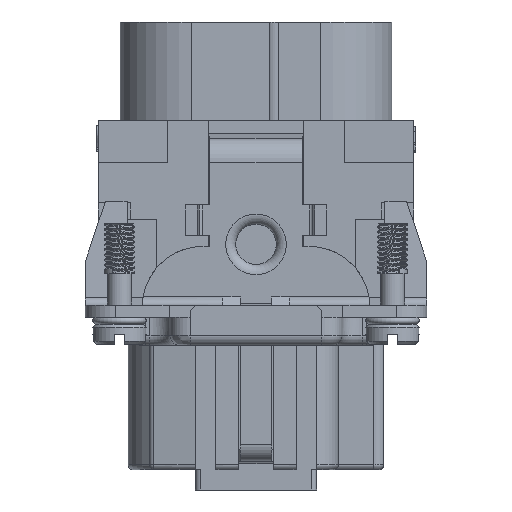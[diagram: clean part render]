
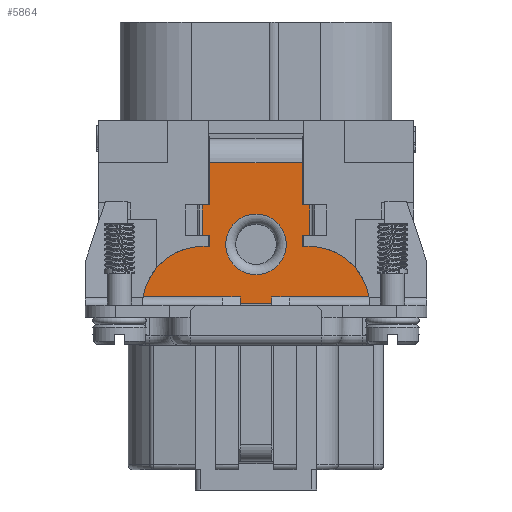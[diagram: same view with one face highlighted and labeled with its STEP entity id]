
A CAD part, left-side view. The second image highlights one B-rep face of the part: STEP entity #5864.
In plain terms, the highlighted planar face has unit normal (-1, 0, 0).
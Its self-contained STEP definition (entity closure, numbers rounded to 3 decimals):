
#3118=PLANE('',#40769);
#5864=ADVANCED_FACE('',(#7866,#7867),#3118,.T.);
#7866=FACE_BOUND('',#9021,.T.);
#7867=FACE_BOUND('',#9022,.T.);
#9021=EDGE_LOOP('',(#16849));
#9022=EDGE_LOOP('',(#16850,#16851,#16852,#16853,#16854,#16855,#16856,#16857,
#16858,#16859,#16860,#16861,#16862,#16863,#16864,#16865,#16866,#16867,#16868,
#16869,#16870,#16871));
#10991=CIRCLE('',#40743,6.);
#11002=CIRCLE('',#40767,3.);
#11003=CIRCLE('',#40768,6.);
#16849=ORIENTED_EDGE('',*,*,#30310,.F.);
#16850=ORIENTED_EDGE('',*,*,#30311,.T.);
#16851=ORIENTED_EDGE('',*,*,#30312,.T.);
#16852=ORIENTED_EDGE('',*,*,#30313,.F.);
#16853=ORIENTED_EDGE('',*,*,#30314,.F.);
#16854=ORIENTED_EDGE('',*,*,#30315,.F.);
#16855=ORIENTED_EDGE('',*,*,#30316,.F.);
#16856=ORIENTED_EDGE('',*,*,#30317,.T.);
#16857=ORIENTED_EDGE('',*,*,#30318,.T.);
#16858=ORIENTED_EDGE('',*,*,#30308,.F.);
#16859=ORIENTED_EDGE('',*,*,#30305,.F.);
#16860=ORIENTED_EDGE('',*,*,#30301,.T.);
#16861=ORIENTED_EDGE('',*,*,#30319,.F.);
#16862=ORIENTED_EDGE('',*,*,#30320,.T.);
#16863=ORIENTED_EDGE('',*,*,#30321,.T.);
#16864=ORIENTED_EDGE('',*,*,#30322,.T.);
#16865=ORIENTED_EDGE('',*,*,#30323,.T.);
#16866=ORIENTED_EDGE('',*,*,#30265,.F.);
#16867=ORIENTED_EDGE('',*,*,#30324,.T.);
#16868=ORIENTED_EDGE('',*,*,#30325,.F.);
#16869=ORIENTED_EDGE('',*,*,#28342,.F.);
#16870=ORIENTED_EDGE('',*,*,#30326,.T.);
#16871=ORIENTED_EDGE('',*,*,#28328,.F.);
#24309=VERTEX_POINT('',#55464);
#24324=VERTEX_POINT('',#55493);
#24338=VERTEX_POINT('',#55522);
#24339=VERTEX_POINT('',#55524);
#25564=VERTEX_POINT('',#67724);
#25565=VERTEX_POINT('',#67726);
#25566=VERTEX_POINT('',#67731);
#25590=VERTEX_POINT('',#67796);
#25591=VERTEX_POINT('',#67797);
#25592=VERTEX_POINT('',#67803);
#25593=VERTEX_POINT('',#67808);
#25594=VERTEX_POINT('',#67813);
#25595=VERTEX_POINT('',#67815);
#25596=VERTEX_POINT('',#67817);
#25597=VERTEX_POINT('',#67819);
#25598=VERTEX_POINT('',#67821);
#25599=VERTEX_POINT('',#67823);
#25600=VERTEX_POINT('',#67825);
#25601=VERTEX_POINT('',#67827);
#25602=VERTEX_POINT('',#67830);
#25603=VERTEX_POINT('',#67832);
#25604=VERTEX_POINT('',#67834);
#25605=VERTEX_POINT('',#67836);
#28328=EDGE_CURVE('',#24324,#24309,#33762,.T.);
#28342=EDGE_CURVE('',#24338,#24339,#33770,.T.);
#30265=EDGE_CURVE('',#25564,#25565,#10991,.T.);
#30301=EDGE_CURVE('',#25590,#25591,#35051,.T.);
#30305=EDGE_CURVE('',#25590,#25592,#35053,.T.);
#30308=EDGE_CURVE('',#25592,#25593,#35054,.T.);
#30310=EDGE_CURVE('',#25594,#25594,#11002,.T.);
#30311=EDGE_CURVE('',#24324,#25595,#35056,.T.);
#30312=EDGE_CURVE('',#25595,#25596,#35057,.T.);
#30313=EDGE_CURVE('',#25597,#25596,#11003,.T.);
#30314=EDGE_CURVE('',#25598,#25597,#35058,.T.);
#30315=EDGE_CURVE('',#25599,#25598,#35059,.T.);
#30316=EDGE_CURVE('',#25600,#25599,#35060,.T.);
#30317=EDGE_CURVE('',#25600,#25601,#35061,.T.);
#30318=EDGE_CURVE('',#25601,#25593,#35062,.T.);
#30319=EDGE_CURVE('',#25602,#25591,#35063,.T.);
#30320=EDGE_CURVE('',#25602,#25603,#35064,.T.);
#30321=EDGE_CURVE('',#25603,#25604,#35065,.T.);
#30322=EDGE_CURVE('',#25604,#25605,#35066,.T.);
#30323=EDGE_CURVE('',#25605,#25565,#35067,.T.);
#30324=EDGE_CURVE('',#25564,#25566,#35068,.T.);
#30325=EDGE_CURVE('',#24339,#25566,#35069,.T.);
#30326=EDGE_CURVE('',#24338,#24309,#35070,.T.);
#33762=LINE('',#55494,#36787);
#33770=LINE('',#55523,#36795);
#35051=LINE('',#67795,#38090);
#35053=LINE('',#67802,#38092);
#35054=LINE('',#67807,#38093);
#35056=LINE('',#67814,#38095);
#35057=LINE('',#67816,#38096);
#35058=LINE('',#67820,#38097);
#35059=LINE('',#67822,#38098);
#35060=LINE('',#67824,#38099);
#35061=LINE('',#67826,#38100);
#35062=LINE('',#67828,#38101);
#35063=LINE('',#67829,#38102);
#35064=LINE('',#67831,#38103);
#35065=LINE('',#67833,#38104);
#35066=LINE('',#67835,#38105);
#35067=LINE('',#67837,#38106);
#35068=LINE('',#67838,#38107);
#35069=LINE('',#67839,#38108);
#35070=LINE('',#67840,#38109);
#36787=VECTOR('',#43856,1.);
#36795=VECTOR('',#43878,1.);
#38090=VECTOR('',#47191,1.);
#38092=VECTOR('',#47199,1.);
#38093=VECTOR('',#47206,1.);
#38095=VECTOR('',#47214,1.);
#38096=VECTOR('',#47215,1.);
#38097=VECTOR('',#47218,1.);
#38098=VECTOR('',#47219,1.);
#38099=VECTOR('',#47220,1.);
#38100=VECTOR('',#47221,1.);
#38101=VECTOR('',#47222,1.);
#38102=VECTOR('',#47223,1.);
#38103=VECTOR('',#47224,1.);
#38104=VECTOR('',#47225,1.);
#38105=VECTOR('',#47226,1.);
#38106=VECTOR('',#47227,1.);
#38107=VECTOR('',#47228,1.);
#38108=VECTOR('',#47229,1.);
#38109=VECTOR('',#47230,1.);
#40743=AXIS2_PLACEMENT_3D('',#67725,#47130,#47131);
#40767=AXIS2_PLACEMENT_3D('',#67812,#47212,#47213);
#40768=AXIS2_PLACEMENT_3D('',#67818,#47216,#47217);
#40769=AXIS2_PLACEMENT_3D('',#67841,#47231,#47232);
#43856=DIRECTION('',(0.,0.,-1.));
#43878=DIRECTION('',(0.,0.,1.));
#47130=DIRECTION('',(1.,0.,0.));
#47131=DIRECTION('',(0.,0.,1.));
#47191=DIRECTION('',(0.,0.,-1.));
#47199=DIRECTION('',(0.,-1.,0.));
#47206=DIRECTION('',(0.,0.,-1.));
#47212=DIRECTION('',(-1.,0.,0.));
#47213=DIRECTION('',(0.,0.,1.));
#47214=DIRECTION('',(0.,-1.,0.));
#47215=DIRECTION('',(0.,-1.,0.));
#47216=DIRECTION('',(1.,0.,0.));
#47217=DIRECTION('',(0.,0.,1.));
#47218=DIRECTION('',(0.,-1.,0.));
#47219=DIRECTION('',(0.,0.,-1.));
#47220=DIRECTION('',(0.,1.,0.));
#47221=DIRECTION('',(0.,0.,1.));
#47222=DIRECTION('',(0.,1.,0.));
#47223=DIRECTION('',(0.,-1.,0.));
#47224=DIRECTION('',(0.,0.,-1.));
#47225=DIRECTION('',(0.,-1.,0.));
#47226=DIRECTION('',(0.,0.,-1.));
#47227=DIRECTION('',(0.,1.,0.));
#47228=DIRECTION('',(0.,-1.,0.));
#47229=DIRECTION('',(0.,1.,0.));
#47230=DIRECTION('',(0.,-1.,0.));
#47231=DIRECTION('',(-1.,0.,0.));
#47232=DIRECTION('',(0.,0.,-1.));
#55464=CARTESIAN_POINT('',(32.1,-1.55,1.621));
#55493=CARTESIAN_POINT('',(32.1,-1.55,2.3));
#55494=CARTESIAN_POINT('',(32.1,-1.55,-0.7));
#55522=CARTESIAN_POINT('',(32.1,1.55,1.621));
#55523=CARTESIAN_POINT('',(32.1,1.55,-0.7));
#55524=CARTESIAN_POINT('',(32.1,1.55,2.3));
#67724=CARTESIAN_POINT('',(32.1,11.166,2.3));
#67725=CARTESIAN_POINT('',(32.1,5.25,1.3));
#67726=CARTESIAN_POINT('',(32.1,5.25,7.3));
#67731=CARTESIAN_POINT('',(32.1,3.3,2.3));
#67795=CARTESIAN_POINT('',(32.1,4.6,0.1));
#67796=CARTESIAN_POINT('',(32.1,4.6,15.6));
#67797=CARTESIAN_POINT('',(32.1,4.6,11.4));
#67802=CARTESIAN_POINT('',(32.1,0.,15.6));
#67803=CARTESIAN_POINT('',(32.1,-4.6,15.6));
#67807=CARTESIAN_POINT('',(32.1,-4.6,0.1));
#67808=CARTESIAN_POINT('',(32.1,-4.6,11.4));
#67812=CARTESIAN_POINT('',(32.1,0.,7.5));
#67813=CARTESIAN_POINT('',(32.1,0.,10.5));
#67814=CARTESIAN_POINT('',(32.1,0.,2.3));
#67815=CARTESIAN_POINT('',(32.1,-3.3,2.3));
#67816=CARTESIAN_POINT('',(32.1,-11.247,2.3));
#67817=CARTESIAN_POINT('',(32.1,-11.166,2.3));
#67818=CARTESIAN_POINT('',(32.1,-5.25,1.3));
#67819=CARTESIAN_POINT('',(32.1,-5.25,7.3));
#67820=CARTESIAN_POINT('',(32.1,-4.5,7.3));
#67821=CARTESIAN_POINT('',(32.1,-4.6,7.3));
#67822=CARTESIAN_POINT('',(32.1,-4.6,0.1));
#67823=CARTESIAN_POINT('',(32.1,-4.6,8.4));
#67824=CARTESIAN_POINT('',(32.1,-4.65,8.4));
#67825=CARTESIAN_POINT('',(32.1,-5.319,8.4));
#67826=CARTESIAN_POINT('',(32.1,-5.319,11.4));
#67827=CARTESIAN_POINT('',(32.1,-5.319,11.4));
#67828=CARTESIAN_POINT('',(32.1,0.,11.4));
#67829=CARTESIAN_POINT('',(32.1,3.7,11.4));
#67830=CARTESIAN_POINT('',(32.1,5.319,11.4));
#67831=CARTESIAN_POINT('',(32.1,5.319,8.4));
#67832=CARTESIAN_POINT('',(32.1,5.319,8.4));
#67833=CARTESIAN_POINT('',(32.1,0.,8.4));
#67834=CARTESIAN_POINT('',(32.1,4.6,8.4));
#67835=CARTESIAN_POINT('',(32.1,4.6,0.1));
#67836=CARTESIAN_POINT('',(32.1,4.6,7.3));
#67837=CARTESIAN_POINT('',(32.1,0.,7.3));
#67838=CARTESIAN_POINT('',(32.1,3.3,2.3));
#67839=CARTESIAN_POINT('',(32.1,9.646,2.3));
#67840=CARTESIAN_POINT('',(32.1,0.,1.621));
#67841=CARTESIAN_POINT('',(32.1,0.,0.1));
